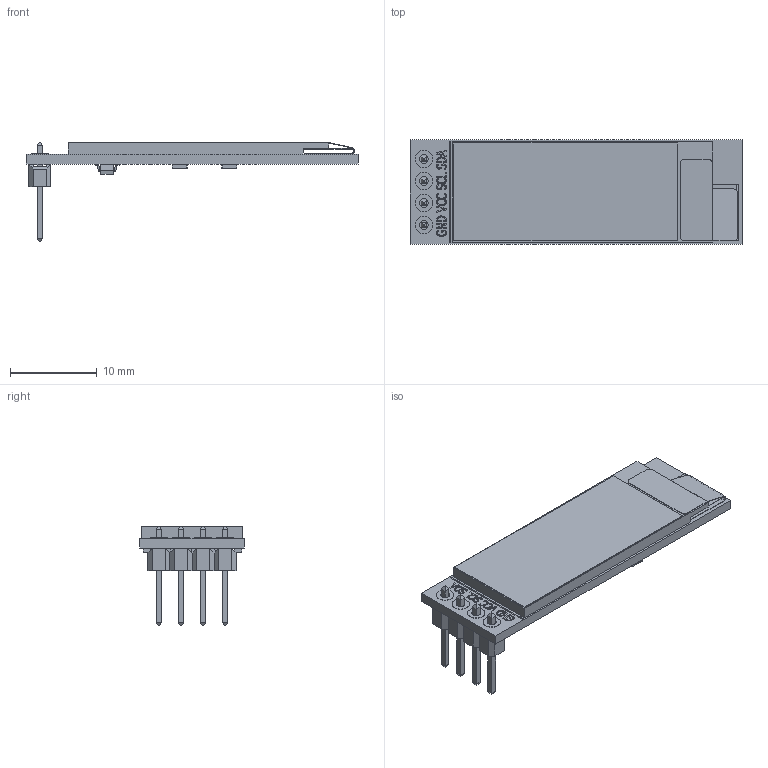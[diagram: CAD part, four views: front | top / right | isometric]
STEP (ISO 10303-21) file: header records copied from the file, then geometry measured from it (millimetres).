
FILE_DESCRIPTION(('FreeCAD Model'),'2;1');
FILE_NAME('Open CASCADE Shape Model','2025-03-06T00:12:14',( 'kicad StepUp'),('ksu MCAD'),'Open CASCADE STEP processor 7.6', 'FreeCAD','Unknown');
FILE_SCHEMA(('AUTOMOTIVE_DESIGN { 1 0 10303 214 1 1 1 1 }'));
Length unit declared in the file: millimetre
Products named in the file (53): OLED_0_91_128x033_cp053; OLED_0_91_128x033_cp001; OLED_0_91_128x033_cp002; OLED_0_91_128x033_cp003; OLED_0_91_128x033_cp004; OLED_0_91_128x033_cp005; OLED_0_91_128x033_cp006; OLED_0_91_128x033_cp007; OLED_0_91_128x033_cp008; OLED_0_91_128x033_cp009; OLED_0_91_128x033_cp010; OLED_0_91_128x033_cp011; OLED_0_91_128x033_cp012; OLED_0_91_128x033_cp013; OLED_0_91_128x033_cp014; OLED_0_91_128x033_cp015; OLED_0_91_128x033_cp016; OLED_0_91_128x033_cp017; OLED_0_91_128x033_cp018; OLED_0_91_128x033_cp019; OLED_0_91_128x033_cp020; OLED_0_91_128x033_cp021; OLED_0_91_128x033_cp022; OLED_0_91_128x033_cp023; OLED_0_91_128x033_cp024; OLED_0_91_128x033_cp025; OLED_0_91_128x033_cp026; OLED_0_91_128x033_cp027; OLED_0_91_128x033_cp028; OLED_0_91_128x033_cp029; OLED_0_91_128x033_cp030; OLED_0_91_128x033_cp031; OLED_0_91_128x033_cp032; OLED_0_91_128x033_cp033; OLED_0_91_128x033_cp034; OLED_0_91_128x033_cp035; OLED_0_91_128x033_cp036; OLED_0_91_128x033_cp037; OLED_0_91_128x033_cp038; OLED_0_91_128x033_cp039 ...
Assembly tree (52 placements, depth 2):
  OLED_0_91_128x033_cp053
    OLED_0_91_128x033_cp001
    OLED_0_91_128x033_cp002
    OLED_0_91_128x033_cp003
    OLED_0_91_128x033_cp004
    OLED_0_91_128x033_cp005
    OLED_0_91_128x033_cp006
    OLED_0_91_128x033_cp007
    OLED_0_91_128x033_cp008
    OLED_0_91_128x033_cp009
    OLED_0_91_128x033_cp010
    OLED_0_91_128x033_cp011
    OLED_0_91_128x033_cp012
    OLED_0_91_128x033_cp013
    OLED_0_91_128x033_cp014
    OLED_0_91_128x033_cp015
    OLED_0_91_128x033_cp016
    OLED_0_91_128x033_cp017
    OLED_0_91_128x033_cp018
    OLED_0_91_128x033_cp019
    OLED_0_91_128x033_cp020
    OLED_0_91_128x033_cp021
    OLED_0_91_128x033_cp022
    OLED_0_91_128x033_cp023
    OLED_0_91_128x033_cp024
    OLED_0_91_128x033_cp025
    OLED_0_91_128x033_cp026
    OLED_0_91_128x033_cp027
    OLED_0_91_128x033_cp028
    OLED_0_91_128x033_cp029
    OLED_0_91_128x033_cp030
    OLED_0_91_128x033_cp031
    OLED_0_91_128x033_cp032
    OLED_0_91_128x033_cp033
    OLED_0_91_128x033_cp034
    OLED_0_91_128x033_cp035
    OLED_0_91_128x033_cp036
    OLED_0_91_128x033_cp037
    OLED_0_91_128x033_cp038
    OLED_0_91_128x033_cp039
    OLED_0_91_128x033_cp040
    OLED_0_91_128x033_cp041
    OLED_0_91_128x033_cp042
    OLED_0_91_128x033_cp043
    OLED_0_91_128x033_cp044
    OLED_0_91_128x033_cp045
    OLED_0_91_128x033_cp046
    OLED_0_91_128x033_cp047
    OLED_0_91_128x033_cp048
    OLED_0_91_128x033_cp049
    OLED_0_91_128x033_cp050
    OLED_0_91_128x033_cp051
    OLED_0_91_128x033_cp052
Bounding box: 38.3 x 12.1 x 11.46 mm (x, y, z)
Volume: 1071.1 mm3; surface area: 1804.4 mm2
Topology: 52 solids, 52 shells, 1137 faces, 2917 edges, 1910 vertices
Faces by surface type: plane 836, cylinder 191, bspline 110
Full cylindrical faces by diameter (mm): 1 x4, 2 x8
Entity records: 37938 total; most frequent: CARTESIAN_POINT 7459, ORIENTED_EDGE 5834, DIRECTION 5231, EDGE_CURVE 2917, LINE 2299, VECTOR 2299, VERTEX_POINT 1910, AXIS2_PLACEMENT_3D 1466
